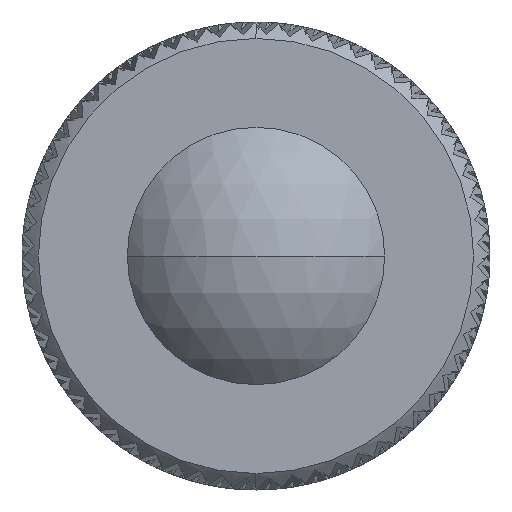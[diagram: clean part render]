
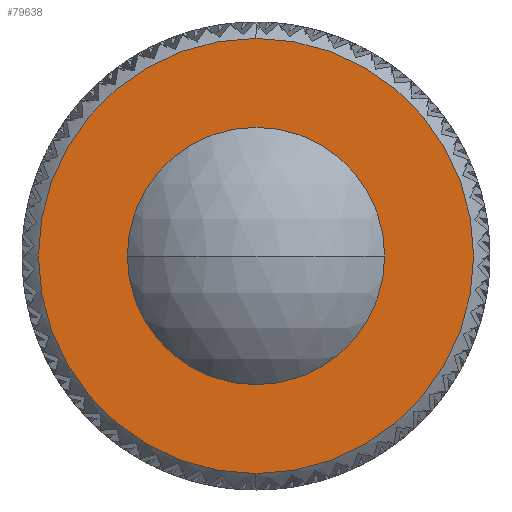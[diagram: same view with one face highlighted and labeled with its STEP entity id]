
A CAD part, left-side view. The second image highlights one B-rep face of the part: STEP entity #79638.
In plain terms, the highlighted planar face has unit normal (-1, 0, 0).
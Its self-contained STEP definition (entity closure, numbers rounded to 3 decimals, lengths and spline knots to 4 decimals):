
#7930 = CARTESIAN_POINT ( 'NONE',  ( 0., 0., 0. ) ) ;
#20665 = EDGE_CURVE ( 'NONE', #54943, #95932, #191424, .T. ) ;
#25007 = CARTESIAN_POINT ( 'NONE',  ( 0., 0., 0. ) ) ;
#28065 = DIRECTION ( 'NONE',  ( 0., 0., -1. ) ) ;
#36667 = ORIENTED_EDGE ( 'NONE', *, *, #83738, .T. ) ;
#38386 = EDGE_LOOP ( 'NONE', ( #101339, #86230 ) ) ;
#38488 = AXIS2_PLACEMENT_3D ( 'NONE', #70781, #131517, #177349 ) ;
#54943 = VERTEX_POINT ( 'NONE', #150090 ) ;
#60868 = PLANE ( 'NONE',  #127312 ) ;
#66619 = EDGE_LOOP ( 'NONE', ( #73355, #36667 ) ) ;
#69198 = CIRCLE ( 'NONE', #91379, 1.5 ) ;
#70781 = CARTESIAN_POINT ( 'NONE',  ( 0., 0., 0. ) ) ;
#73355 = ORIENTED_EDGE ( 'NONE', *, *, #20665, .T. ) ;
#73387 = CIRCLE ( 'NONE', #38488, 4.65 ) ;
#79638 = ADVANCED_FACE ( 'NONE', ( #189464, #118655 ), #60868, .F. ) ;
#83738 = EDGE_CURVE ( 'NONE', #95932, #54943, #73387, .T. ) ;
#86230 = ORIENTED_EDGE ( 'NONE', *, *, #134017, .F. ) ;
#91379 = AXIS2_PLACEMENT_3D ( 'NONE', #179876, #145121, #130159 ) ;
#91707 = CARTESIAN_POINT ( 'NONE',  ( 0., 0., -1.5 ) ) ;
#95932 = VERTEX_POINT ( 'NONE', #101695 ) ;
#101339 = ORIENTED_EDGE ( 'NONE', *, *, #121399, .F. ) ;
#101482 = DIRECTION ( 'NONE',  ( 0., 0., 1. ) ) ;
#101695 = CARTESIAN_POINT ( 'NONE',  ( 0., 0., 4.65 ) ) ;
#116008 = VERTEX_POINT ( 'NONE', #91707 ) ;
#118655 = FACE_OUTER_BOUND ( 'NONE', #66619, .T. ) ;
#121399 = EDGE_CURVE ( 'NONE', #163679, #116008, #135248, .T. ) ;
#127312 = AXIS2_PLACEMENT_3D ( 'NONE', #165440, #152479, #28065 ) ;
#130159 = DIRECTION ( 'NONE',  ( 0., 0., 1. ) ) ;
#131517 = DIRECTION ( 'NONE',  ( -1., 0., 0. ) ) ;
#134017 = EDGE_CURVE ( 'NONE', #116008, #163679, #69198, .T. ) ;
#135248 = CIRCLE ( 'NONE', #154326, 1.5 ) ;
#145121 = DIRECTION ( 'NONE',  ( -1., 0., 0. ) ) ;
#147446 = DIRECTION ( 'NONE',  ( 0., 0., 1. ) ) ;
#150090 = CARTESIAN_POINT ( 'NONE',  ( 0., 0., -4.65 ) ) ;
#152479 = DIRECTION ( 'NONE',  ( 1., 0., 0. ) ) ;
#154326 = AXIS2_PLACEMENT_3D ( 'NONE', #7930, #191115, #101482 ) ;
#163679 = VERTEX_POINT ( 'NONE', #165597 ) ;
#165440 = CARTESIAN_POINT ( 'NONE',  ( 0., 1.5, 0. ) ) ;
#165597 = CARTESIAN_POINT ( 'NONE',  ( 0., 0., 1.5 ) ) ;
#174373 = DIRECTION ( 'NONE',  ( -1., 0., 0. ) ) ;
#177349 = DIRECTION ( 'NONE',  ( 0., 0., 1. ) ) ;
#178599 = AXIS2_PLACEMENT_3D ( 'NONE', #25007, #174373, #147446 ) ;
#179876 = CARTESIAN_POINT ( 'NONE',  ( 0., 0., 0. ) ) ;
#189464 = FACE_BOUND ( 'NONE', #38386, .T. ) ;
#191115 = DIRECTION ( 'NONE',  ( -1., 0., 0. ) ) ;
#191424 = CIRCLE ( 'NONE', #178599, 4.65 ) ;
